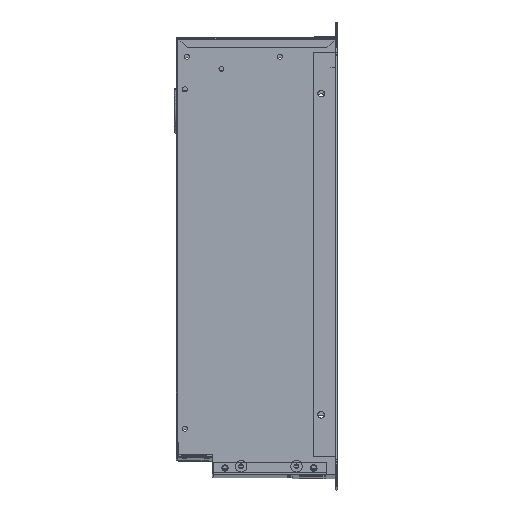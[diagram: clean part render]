
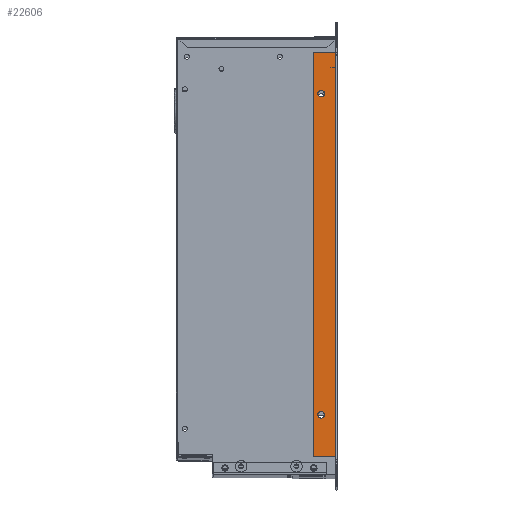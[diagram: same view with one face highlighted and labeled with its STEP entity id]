
A CAD part, top view. The second image highlights one B-rep face of the part: STEP entity #22606.
In plain terms, the highlighted planar face has unit normal (0, 0, 1).
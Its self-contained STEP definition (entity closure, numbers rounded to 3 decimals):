
#94 = LINE ( 'NONE', #16368, #1085 ) ;
#423 = DIRECTION ( 'NONE',  ( 0., 0., 1. ) ) ;
#545 = ORIENTED_EDGE ( 'NONE', *, *, #1343, .F. ) ;
#933 = ORIENTED_EDGE ( 'NONE', *, *, #25453, .F. ) ;
#1029 = ORIENTED_EDGE ( 'NONE', *, *, #4426, .F. ) ;
#1085 = VECTOR ( 'NONE', #6713, 1000. ) ;
#1343 = EDGE_CURVE ( 'NONE', #13160, #26335, #7118, .T. ) ;
#1494 = VERTEX_POINT ( 'NONE', #10547 ) ;
#1575 = ORIENTED_EDGE ( 'NONE', *, *, #18719, .T. ) ;
#2652 = VERTEX_POINT ( 'NONE', #5402 ) ;
#2973 = VECTOR ( 'NONE', #14667, 1000. ) ;
#3334 = PLANE ( 'NONE',  #14910 ) ;
#3546 = VECTOR ( 'NONE', #22610, 1000. ) ;
#4264 = CIRCLE ( 'NONE', #16309, 2.25 ) ;
#4426 = EDGE_CURVE ( 'NONE', #21550, #14390, #15117, .T. ) ;
#4530 = DIRECTION ( 'NONE',  ( -1., 0., 0. ) ) ;
#4690 = ORIENTED_EDGE ( 'NONE', *, *, #6500, .F. ) ;
#4768 = LINE ( 'NONE', #6428, #3546 ) ;
#4913 = CARTESIAN_POINT ( 'NONE',  ( 129.05, 38.38, 940.7 ) ) ;
#5007 = LINE ( 'NONE', #23583, #8218 ) ;
#5146 = CARTESIAN_POINT ( 'NONE',  ( 126.8, 38.38, 940.7 ) ) ;
#5216 = CARTESIAN_POINT ( 'NONE',  ( 129.05, 36.88, 940.7 ) ) ;
#5402 = CARTESIAN_POINT ( 'NONE',  ( 131.3, 326.7, 940.7 ) ) ;
#5888 = EDGE_CURVE ( 'NONE', #17796, #23193, #27549, .T. ) ;
#6025 = DIRECTION ( 'NONE',  ( 0., 0., -1. ) ) ;
#6185 = CARTESIAN_POINT ( 'NONE',  ( 141.95, 0.14, 940.7 ) ) ;
#6428 = CARTESIAN_POINT ( 'NONE',  ( 121.95, 364.94, 940.7 ) ) ;
#6500 = EDGE_CURVE ( 'NONE', #2652, #1494, #94, .T. ) ;
#6713 = DIRECTION ( 'NONE',  ( 0., 1., 0. ) ) ;
#6934 = AXIS2_PLACEMENT_3D ( 'NONE', #4913, #423, #27946 ) ;
#6950 = VERTEX_POINT ( 'NONE', #7871 ) ;
#6961 = EDGE_CURVE ( 'NONE', #14390, #6950, #26051, .T. ) ;
#7118 = LINE ( 'NONE', #28295, #24358 ) ;
#7705 = DIRECTION ( 'NONE',  ( 0., -1., 0. ) ) ;
#7871 = CARTESIAN_POINT ( 'NONE',  ( 126.8, 36.88, 940.7 ) ) ;
#7931 = CARTESIAN_POINT ( 'NONE',  ( 121.95, 0.14, 940.7 ) ) ;
#8218 = VECTOR ( 'NONE', #16342, 1000. ) ;
#8422 = DIRECTION ( 'NONE',  ( 1., 0., 0. ) ) ;
#8649 = ORIENTED_EDGE ( 'NONE', *, *, #22992, .F. ) ;
#8712 = VECTOR ( 'NONE', #4530, 1000. ) ;
#9176 = CARTESIAN_POINT ( 'NONE',  ( 121.95, 364.94, 940.7 ) ) ;
#9386 = CARTESIAN_POINT ( 'NONE',  ( 126.8, 328.2, 940.7 ) ) ;
#9633 = CARTESIAN_POINT ( 'NONE',  ( 141.95, 364.94, 940.7 ) ) ;
#9840 = VERTEX_POINT ( 'NONE', #9633 ) ;
#10166 = CARTESIAN_POINT ( 'NONE',  ( 131.3, 38.38, 940.7 ) ) ;
#10218 = CARTESIAN_POINT ( 'NONE',  ( 129.05, 328.2, 940.7 ) ) ;
#10394 = DIRECTION ( 'NONE',  ( 0., -1., 0. ) ) ;
#10547 = CARTESIAN_POINT ( 'NONE',  ( 131.3, 328.2, 940.7 ) ) ;
#11619 = EDGE_CURVE ( 'NONE', #1494, #13160, #21097, .T. ) ;
#12449 = ORIENTED_EDGE ( 'NONE', *, *, #20050, .F. ) ;
#12831 = VECTOR ( 'NONE', #16966, 1000. ) ;
#13160 = VERTEX_POINT ( 'NONE', #9386 ) ;
#13851 = ORIENTED_EDGE ( 'NONE', *, *, #6961, .F. ) ;
#14390 = VERTEX_POINT ( 'NONE', #5146 ) ;
#14667 = DIRECTION ( 'NONE',  ( 0., -1., 0. ) ) ;
#14801 = FACE_BOUND ( 'NONE', #17470, .T. ) ;
#14910 = AXIS2_PLACEMENT_3D ( 'NONE', #17361, #6025, #10394 ) ;
#15117 = CIRCLE ( 'NONE', #6934, 2.25 ) ;
#15367 = DIRECTION ( 'NONE',  ( 0., 0., 1. ) ) ;
#16309 = AXIS2_PLACEMENT_3D ( 'NONE', #5216, #28373, #23328 ) ;
#16342 = DIRECTION ( 'NONE',  ( 0., -1., 0. ) ) ;
#16368 = CARTESIAN_POINT ( 'NONE',  ( 131.3, 328.2, 940.7 ) ) ;
#16966 = DIRECTION ( 'NONE',  ( 0., 1., 0. ) ) ;
#17361 = CARTESIAN_POINT ( 'NONE',  ( 31.85, -14.96, 940.7 ) ) ;
#17470 = EDGE_LOOP ( 'NONE', ( #13851, #1029, #933, #24390 ) ) ;
#17796 = VERTEX_POINT ( 'NONE', #19242 ) ;
#18093 = AXIS2_PLACEMENT_3D ( 'NONE', #21750, #27356, #24189 ) ;
#18123 = EDGE_CURVE ( 'NONE', #9840, #17796, #5007, .T. ) ;
#18243 = CARTESIAN_POINT ( 'NONE',  ( 131.3, 36.88, 940.7 ) ) ;
#18719 = EDGE_CURVE ( 'NONE', #26300, #23193, #18790, .T. ) ;
#18790 = LINE ( 'NONE', #29727, #19332 ) ;
#18877 = FACE_BOUND ( 'NONE', #21854, .T. ) ;
#19151 = AXIS2_PLACEMENT_3D ( 'NONE', #10218, #15367, #8422 ) ;
#19242 = CARTESIAN_POINT ( 'NONE',  ( 141.95, 0.14, 940.7 ) ) ;
#19332 = VECTOR ( 'NONE', #23180, 1000. ) ;
#20050 = EDGE_CURVE ( 'NONE', #26335, #2652, #26362, .T. ) ;
#20509 = CARTESIAN_POINT ( 'NONE',  ( 131.3, 38.38, 940.7 ) ) ;
#21097 = CIRCLE ( 'NONE', #19151, 2.25 ) ;
#21263 = CARTESIAN_POINT ( 'NONE',  ( 126.8, 326.7, 940.7 ) ) ;
#21461 = CARTESIAN_POINT ( 'NONE',  ( 126.8, 38.38, 940.7 ) ) ;
#21550 = VERTEX_POINT ( 'NONE', #20509 ) ;
#21750 = CARTESIAN_POINT ( 'NONE',  ( 129.05, 326.7, 940.7 ) ) ;
#21854 = EDGE_LOOP ( 'NONE', ( #545, #23859, #4690, #12449 ) ) ;
#22176 = EDGE_CURVE ( 'NONE', #6950, #22733, #4264, .T. ) ;
#22606 = ADVANCED_FACE ( 'NONE', ( #18877, #14801, #24023 ), #3334, .F. ) ;
#22610 = DIRECTION ( 'NONE',  ( 1., 0., 0. ) ) ;
#22733 = VERTEX_POINT ( 'NONE', #18243 ) ;
#22992 = EDGE_CURVE ( 'NONE', #26300, #9840, #4768, .T. ) ;
#23180 = DIRECTION ( 'NONE',  ( 0., -1., 0. ) ) ;
#23193 = VERTEX_POINT ( 'NONE', #7931 ) ;
#23328 = DIRECTION ( 'NONE',  ( 1., 0., 0. ) ) ;
#23583 = CARTESIAN_POINT ( 'NONE',  ( 141.95, 377.14, 940.7 ) ) ;
#23859 = ORIENTED_EDGE ( 'NONE', *, *, #11619, .F. ) ;
#24023 = FACE_OUTER_BOUND ( 'NONE', #27850, .T. ) ;
#24189 = DIRECTION ( 'NONE',  ( 1., 0., 0. ) ) ;
#24226 = LINE ( 'NONE', #10166, #12831 ) ;
#24358 = VECTOR ( 'NONE', #7705, 1000. ) ;
#24390 = ORIENTED_EDGE ( 'NONE', *, *, #22176, .F. ) ;
#25453 = EDGE_CURVE ( 'NONE', #22733, #21550, #24226, .T. ) ;
#25564 = ORIENTED_EDGE ( 'NONE', *, *, #18123, .F. ) ;
#26051 = LINE ( 'NONE', #21461, #2973 ) ;
#26300 = VERTEX_POINT ( 'NONE', #9176 ) ;
#26335 = VERTEX_POINT ( 'NONE', #21263 ) ;
#26362 = CIRCLE ( 'NONE', #18093, 2.25 ) ;
#26625 = ORIENTED_EDGE ( 'NONE', *, *, #5888, .F. ) ;
#27356 = DIRECTION ( 'NONE',  ( 0., 0., 1. ) ) ;
#27549 = LINE ( 'NONE', #6185, #8712 ) ;
#27850 = EDGE_LOOP ( 'NONE', ( #26625, #25564, #8649, #1575 ) ) ;
#27946 = DIRECTION ( 'NONE',  ( 1., 0., 0. ) ) ;
#28295 = CARTESIAN_POINT ( 'NONE',  ( 126.8, 328.2, 940.7 ) ) ;
#28373 = DIRECTION ( 'NONE',  ( 0., 0., 1. ) ) ;
#29727 = CARTESIAN_POINT ( 'NONE',  ( 121.95, 377.14, 940.7 ) ) ;
